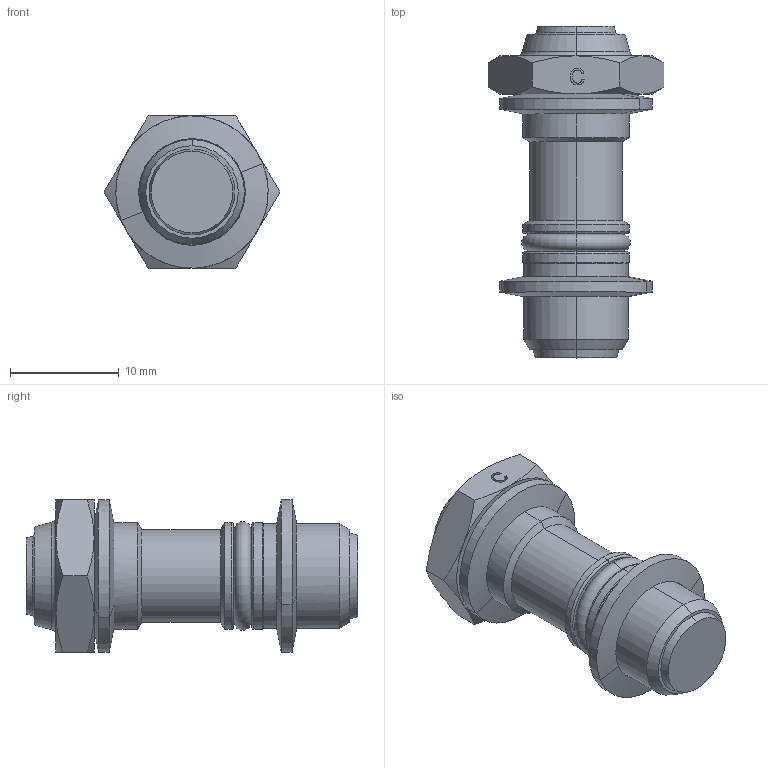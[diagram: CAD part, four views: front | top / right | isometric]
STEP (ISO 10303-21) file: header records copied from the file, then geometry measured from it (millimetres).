
FILE_DESCRIPTION (( 'STEP AP214' ), '1' );
FILE_NAME ('0890000002A.step', '2012-10-22T18:00:16', ( '' ), ( '' ), 'SwSTEP 2.0', 'SolidWorks 2012', '' );
FILE_SCHEMA (( 'AUTOMOTIVE_DESIGN' ));
Length unit declared in the file: millimetre
Products named in the file (1): 0890000002A
Bounding box: 16.17 x 30.5 x 14 mm (x, y, z)
Volume: 2581.7 mm3; surface area: 1839.2 mm2
Topology: 1 solids, 1 shells, 133 faces, 324 edges, 196 vertices
Faces by surface type: cone 40, cylinder 34, plane 33, torus 18, bspline 8
Entity records: 5282 total; most frequent: CARTESIAN_POINT 1482, DIRECTION 708, ORIENTED_EDGE 648, EDGE_CURVE 324, AXIS2_PLACEMENT_3D 302, VERTEX_POINT 196, CIRCLE 176, EDGE_LOOP 148
